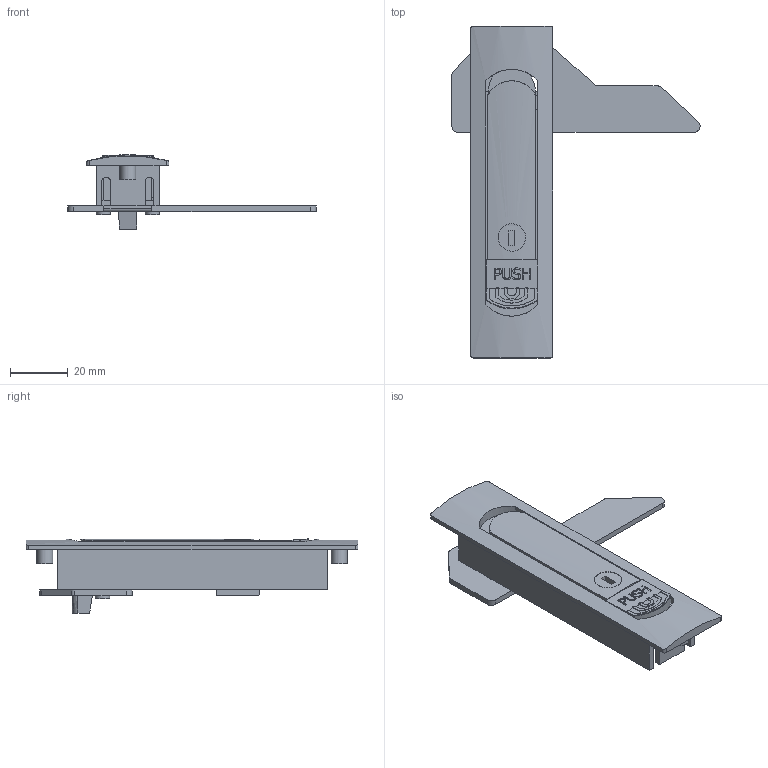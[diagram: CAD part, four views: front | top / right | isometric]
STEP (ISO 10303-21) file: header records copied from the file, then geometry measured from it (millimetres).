
FILE_DESCRIPTION(/* description */ (''),/* implementation_level */ '2;1');
FILE_NAME(/* name */ 'MG1-3K.stp',/* time_stamp */ '2024-04-05T17:55:02+09:00',/* author */ ('user'),/* organization */ (''),/* preprocessor_version */ 'ST-DEVELOPER v15.6',/* originating_system */ 'Autodesk Inventor 2015',/* authorisation */ '');
FILE_SCHEMA (('AUTOMOTIVE_DESIGN { 1 0 10303 214 3 1 1 }'));
Length unit declared in the file: millimetre
Products named in the file (4): MG1-3K_B; MG1-3K_H-1; MG1-3K_N; MG1-3K
Bounding box: 85.96 x 115 x 25.68 mm (x, y, z)
Volume: 27603.6 mm3; surface area: 22797.9 mm2
Topology: 3 solids, 3 shells, 246 faces, 646 edges, 420 vertices
Faces by surface type: plane 144, cylinder 60, bspline 42
Full cylindrical faces by diameter (mm): 3.242 x4, 5 x2, 5.6 x2, 9.5 x1
Entity records: 8226 total; most frequent: CARTESIAN_POINT 2285, ORIENTED_EDGE 1276, DIRECTION 1083, EDGE_CURVE 636, LINE 439, VECTOR 439, VERTEX_POINT 419, AXIS2_PLACEMENT_3D 322
